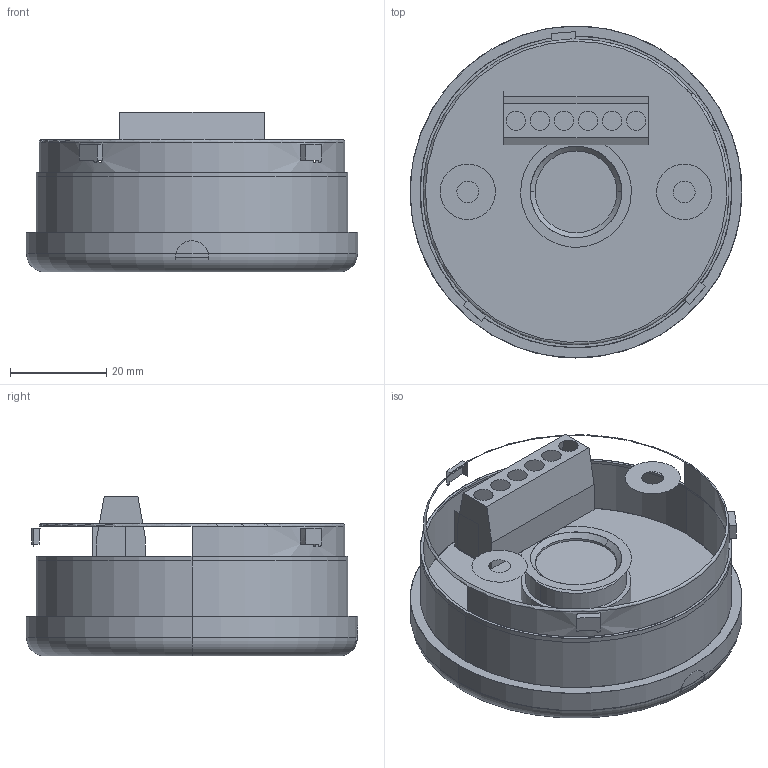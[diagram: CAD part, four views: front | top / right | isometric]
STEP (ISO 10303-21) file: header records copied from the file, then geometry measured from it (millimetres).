
FILE_DESCRIPTION((''),'2;1');
FILE_NAME('BPW-70mm-surfmnt-PG16 SS.stp','2012-12-11T09:38:37',(''),(''),'Mechanical Desktop 2011','Mechanical Desktop 2011',', , ');
FILE_SCHEMA(('CONFIG_CONTROL_DESIGN'));
Length unit declared in the file: millimetre
Products named in the file (1): Product
Bounding box: 69 x 69 x 33.25 mm (x, y, z)
Volume: 32409.8 mm3; surface area: 34159.7 mm2
Topology: 5 solids, 16 shells, 58 faces, 229 edges, 222 vertices
Faces by surface type: bspline 26, cylinder 16, plane 8, torus 6, cone 2
Entity records: 3146 total; most frequent: CARTESIAN_POINT 1618, DIRECTION 210, QUASI_UNIFORM_CURVE 142, ORIENTED_EDGE 135, PCURVE 111, COMPOSITE_CURVE_SEGMENT 111, EDGE_CURVE 101, AXIS2_PLACEMENT_3D 87
